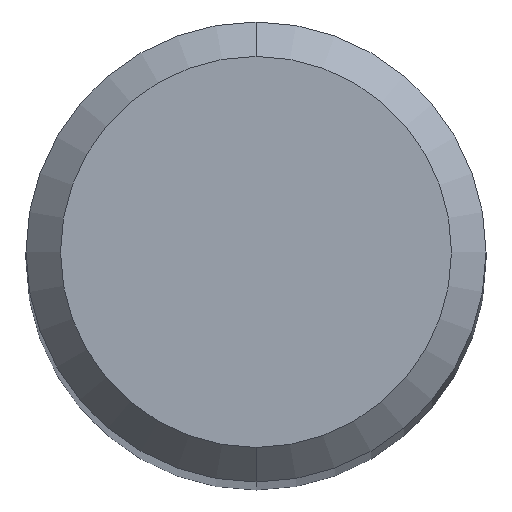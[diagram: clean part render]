
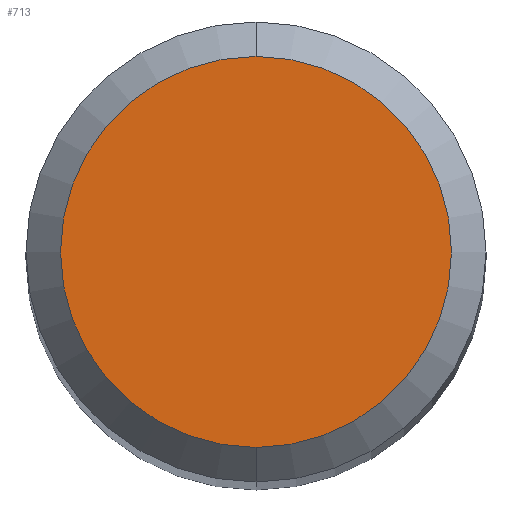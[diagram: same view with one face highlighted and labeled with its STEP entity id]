
A CAD part, top view. The second image highlights one B-rep face of the part: STEP entity #713.
In plain terms, the highlighted planar face has unit normal (0, 0, 1).
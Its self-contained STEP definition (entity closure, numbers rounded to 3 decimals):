
#713=ADVANCED_FACE('',(#1613),#1614,.T.);
#859=VERTEX_POINT('',#1772);
#877=EDGE_CURVE('',#859,#1207,#1791,.T.);
#985=EDGE_CURVE('',#1207,#859,#1906,.T.);
#1207=VERTEX_POINT('',#2144);
#1613=FACE_OUTER_BOUND('',#3671,.T.);
#1614=PLANE('',#3672);
#1772=CARTESIAN_POINT('',(0.0,1.7,0.0));
#1791=CIRCLE('',#4240,1.7);
#1906=CIRCLE('',#4599,1.7);
#2144=CARTESIAN_POINT('',(0.,-1.7,0.0));
#3671=EDGE_LOOP('',(#6983,#6984));
#3672=AXIS2_PLACEMENT_3D('',#6985,#6986,#6987);
#4240=AXIS2_PLACEMENT_3D('',#7142,#7143,#7144);
#4599=AXIS2_PLACEMENT_3D('',#7249,#7250,#7251);
#6983=ORIENTED_EDGE('',*,*,#877,.F.);
#6984=ORIENTED_EDGE('',*,*,#985,.F.);
#6985=CARTESIAN_POINT('',(0.0,0.85,0.0));
#6986=DIRECTION('',(-0.0,0.0,1.0));
#6987=DIRECTION('',(0.0,-1.0,0.0));
#7142=CARTESIAN_POINT('',(0.0,0.0,0.0));
#7143=DIRECTION('',(0.0,0.0,-1.0));
#7144=DIRECTION('',(0.0,1.0,0.0));
#7249=CARTESIAN_POINT('',(0.0,0.0,0.0));
#7250=DIRECTION('',(0.0,0.0,-1.0));
#7251=DIRECTION('',(0.0,1.0,0.0));
